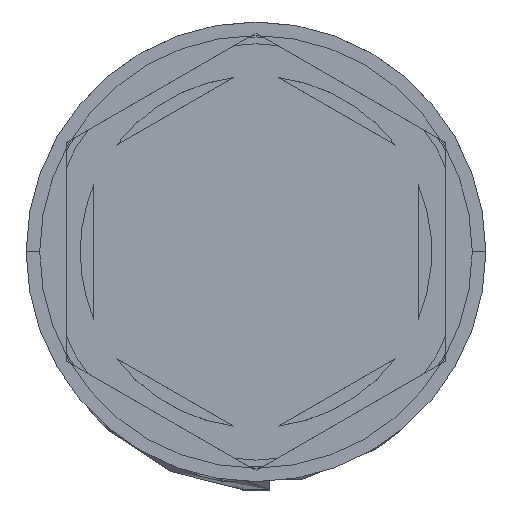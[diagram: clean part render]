
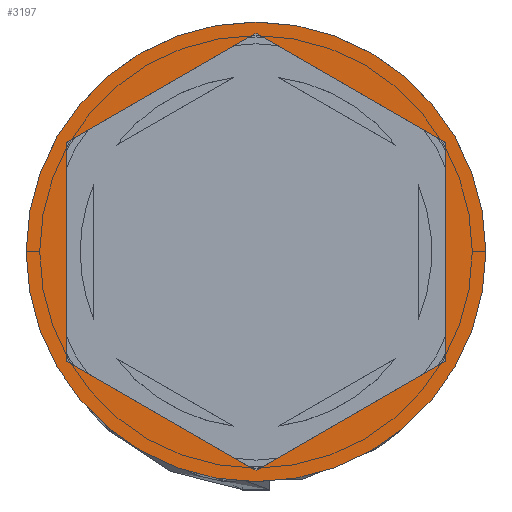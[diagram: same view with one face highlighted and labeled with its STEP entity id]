
A CAD part, top view. The second image highlights one B-rep face of the part: STEP entity #3197.
In plain terms, the highlighted planar face has unit normal (0, 0, 1).
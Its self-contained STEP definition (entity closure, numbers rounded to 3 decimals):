
#12 = CARTESIAN_POINT ( 'NONE',  ( 0., -8.083, 0. ) ) ;
#56 = CIRCLE ( 'NONE', #2491, 8.5 ) ;
#65 = LINE ( 'NONE', #1373, #2772 ) ;
#133 = LINE ( 'NONE', #492, #284 ) ;
#159 = EDGE_CURVE ( 'NONE', #3840, #3956, #408, .T. ) ;
#272 = VECTOR ( 'NONE', #1682, 1000. ) ;
#284 = VECTOR ( 'NONE', #1827, 1000. ) ;
#333 = VERTEX_POINT ( 'NONE', #1473 ) ;
#408 = LINE ( 'NONE', #12, #272 ) ;
#434 = FACE_BOUND ( 'NONE', #855, .T. ) ;
#478 = EDGE_CURVE ( 'NONE', #333, #3840, #1788, .T. ) ;
#492 = CARTESIAN_POINT ( 'NONE',  ( 7., -4.041, 0. ) ) ;
#590 = EDGE_CURVE ( 'NONE', #2803, #2726, #65, .T. ) ;
#773 = ORIENTED_EDGE ( 'NONE', *, *, #2307, .F. ) ;
#855 = EDGE_LOOP ( 'NONE', ( #1036, #773, #4225, #1488, #2515, #872 ) ) ;
#872 = ORIENTED_EDGE ( 'NONE', *, *, #962, .F. ) ;
#962 = EDGE_CURVE ( 'NONE', #2726, #1152, #2337, .T. ) ;
#986 = CARTESIAN_POINT ( 'NONE',  ( 0., 8.083, 0. ) ) ;
#1001 = EDGE_CURVE ( 'NONE', #1152, #333, #1619, .T. ) ;
#1036 = ORIENTED_EDGE ( 'NONE', *, *, #590, .F. ) ;
#1152 = VERTEX_POINT ( 'NONE', #3740 ) ;
#1184 = CARTESIAN_POINT ( 'NONE',  ( 0., 8.083, 0. ) ) ;
#1252 = VECTOR ( 'NONE', #1986, 1000. ) ;
#1305 = CARTESIAN_POINT ( 'NONE',  ( -8.5, 0., 0. ) ) ;
#1321 = AXIS2_PLACEMENT_3D ( 'NONE', #3101, #3708, #2398 ) ;
#1373 = CARTESIAN_POINT ( 'NONE',  ( 7., 4.041, 0. ) ) ;
#1473 = CARTESIAN_POINT ( 'NONE',  ( -7., -4.041, 0. ) ) ;
#1488 = ORIENTED_EDGE ( 'NONE', *, *, #478, .F. ) ;
#1504 = CARTESIAN_POINT ( 'NONE',  ( 7., -4.041, 0. ) ) ;
#1619 = LINE ( 'NONE', #3641, #3200 ) ;
#1682 = DIRECTION ( 'NONE',  ( 0.866, 0.5, 0. ) ) ;
#1770 = DIRECTION ( 'NONE',  ( 0., 0., 1. ) ) ;
#1788 = LINE ( 'NONE', #3781, #1252 ) ;
#1827 = DIRECTION ( 'NONE',  ( 0., 1., 0. ) ) ;
#1986 = DIRECTION ( 'NONE',  ( 0.866, -0.5, 0. ) ) ;
#2260 = DIRECTION ( 'NONE',  ( 0., -1., 0. ) ) ;
#2307 = EDGE_CURVE ( 'NONE', #3956, #2803, #133, .T. ) ;
#2337 = LINE ( 'NONE', #986, #3964 ) ;
#2398 = DIRECTION ( 'NONE',  ( 1., 0., 0. ) ) ;
#2469 = PLANE ( 'NONE',  #2777 ) ;
#2491 = AXIS2_PLACEMENT_3D ( 'NONE', #3684, #1770, #3183 ) ;
#2515 = ORIENTED_EDGE ( 'NONE', *, *, #1001, .F. ) ;
#2641 = DIRECTION ( 'NONE',  ( -0.866, 0.5, 0. ) ) ;
#2726 = VERTEX_POINT ( 'NONE', #1184 ) ;
#2751 = EDGE_LOOP ( 'NONE', ( #3459, #3866 ) ) ;
#2772 = VECTOR ( 'NONE', #2641, 1000. ) ;
#2777 = AXIS2_PLACEMENT_3D ( 'NONE', #3096, #3801, #3114 ) ;
#2803 = VERTEX_POINT ( 'NONE', #3470 ) ;
#3093 = VERTEX_POINT ( 'NONE', #1305 ) ;
#3096 = CARTESIAN_POINT ( 'NONE',  ( 0., 0., 0. ) ) ;
#3101 = CARTESIAN_POINT ( 'NONE',  ( 0., 0., 0. ) ) ;
#3114 = DIRECTION ( 'NONE',  ( 1., 0., 0. ) ) ;
#3176 = EDGE_CURVE ( 'NONE', #3093, #4127, #56, .T. ) ;
#3183 = DIRECTION ( 'NONE',  ( 1., 0., 0. ) ) ;
#3197 = ADVANCED_FACE ( 'NONE', ( #434, #3782 ), #2469, .T. ) ;
#3200 = VECTOR ( 'NONE', #2260, 1000. ) ;
#3274 = DIRECTION ( 'NONE',  ( -0.866, -0.5, 0. ) ) ;
#3278 = CIRCLE ( 'NONE', #1321, 8.5 ) ;
#3404 = CARTESIAN_POINT ( 'NONE',  ( 0., -8.083, 0. ) ) ;
#3459 = ORIENTED_EDGE ( 'NONE', *, *, #3706, .T. ) ;
#3470 = CARTESIAN_POINT ( 'NONE',  ( 7., 4.041, 0. ) ) ;
#3641 = CARTESIAN_POINT ( 'NONE',  ( -7., 4.041, 0. ) ) ;
#3684 = CARTESIAN_POINT ( 'NONE',  ( 0., 0., 0. ) ) ;
#3706 = EDGE_CURVE ( 'NONE', #4127, #3093, #3278, .T. ) ;
#3708 = DIRECTION ( 'NONE',  ( 0., 0., 1. ) ) ;
#3740 = CARTESIAN_POINT ( 'NONE',  ( -7., 4.041, 0. ) ) ;
#3781 = CARTESIAN_POINT ( 'NONE',  ( -7., -4.041, 0. ) ) ;
#3782 = FACE_OUTER_BOUND ( 'NONE', #2751, .T. ) ;
#3801 = DIRECTION ( 'NONE',  ( 0., 0., 1. ) ) ;
#3840 = VERTEX_POINT ( 'NONE', #3404 ) ;
#3866 = ORIENTED_EDGE ( 'NONE', *, *, #3176, .T. ) ;
#3877 = CARTESIAN_POINT ( 'NONE',  ( 8.5, 0., 0. ) ) ;
#3956 = VERTEX_POINT ( 'NONE', #1504 ) ;
#3964 = VECTOR ( 'NONE', #3274, 1000. ) ;
#4127 = VERTEX_POINT ( 'NONE', #3877 ) ;
#4225 = ORIENTED_EDGE ( 'NONE', *, *, #159, .F. ) ;
